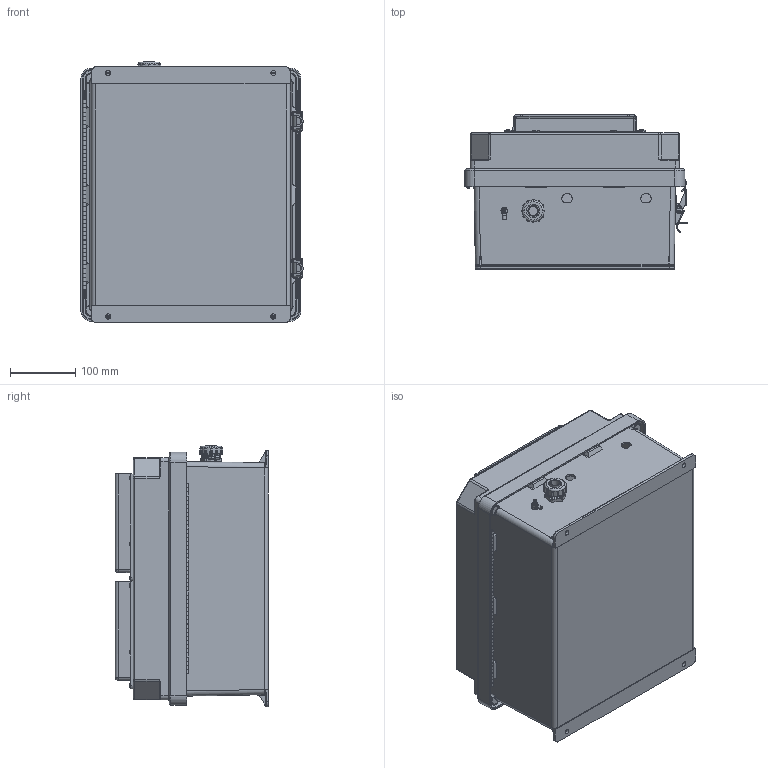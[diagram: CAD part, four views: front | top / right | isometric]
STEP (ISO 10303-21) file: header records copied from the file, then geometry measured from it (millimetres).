
FILE_DESCRIPTION (( 'STEP AP214' ), '1' );
FILE_NAME ('NB141207-03V_3D.step', '2025-10-28T17:09:36', ( '' ), ( '' ), 'SwSTEP 2.0', 'SolidWorks 2025', '' );
FILE_SCHEMA (( 'AUTOMOTIVE_DESIGN' ));
Length unit declared in the file: inch
Products named in the file (15): Fan Screen-120x120 ALUM; NB141207-Hinge; XFS-0026; XFW-0002; Pop-rivet-.125-Head; NB141207-DoorClasp-2; XC-0003; NB141207-DoorClasp-1; NB141207-Lid-Vented; XCT-0005; XM220-01-UL; XFN-0003; XFN-0002; NB141207-03V_3D; NB141207-Box
Assembly tree (38 placements, depth 2):
  NB141207-03V_3D
    NB141207-Box
    NB141207-Hinge  x2
    NB141207-Lid-Vented
    NB141207-DoorClasp-1  x2
    NB141207-DoorClasp-2  x2
    XC-0003
    XCT-0005
    XFS-0026
    XFN-0003  x2
    XFW-0002
    XM220-01-UL  x2
    Fan Screen-120x120 ALUM  x2
    XFN-0002  x8
    Pop-rivet-.125-Head  x12
Bounding box: 341.92 x 236.81 x 402.51 mm (x, y, z)
Volume: 2111870.7 mm3; surface area: 1389946.7 mm2
Topology: 44 solids, 45 shells, 4054 faces, 11025 edges, 7010 vertices
Faces by surface type: cylinder 2277, plane 986, cone 337, torus 290, bspline 152, sphere 12
Entity records: 97234 total; most frequent: CARTESIAN_POINT 31829, ORIENTED_EDGE 13744, DIRECTION 13337, EDGE_CURVE 6872, AXIS2_PLACEMENT_3D 5159, VERTEX_POINT 4321, EDGE_LOOP 3335, VECTOR 3019
